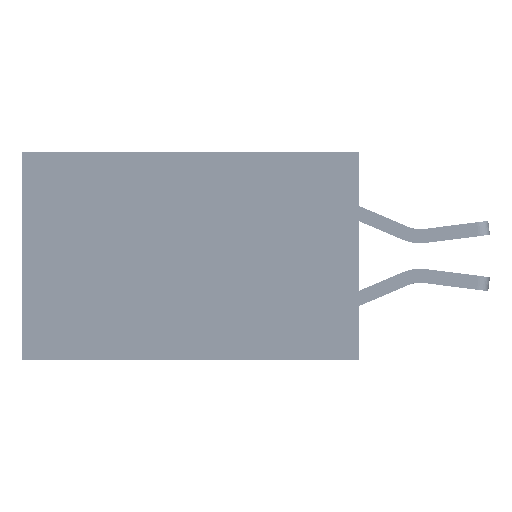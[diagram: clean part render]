
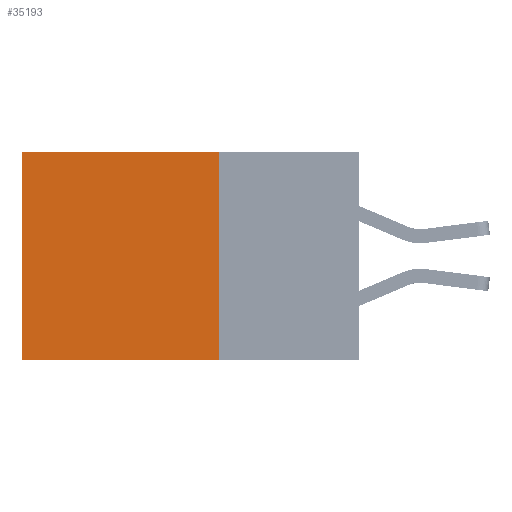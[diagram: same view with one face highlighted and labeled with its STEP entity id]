
A CAD part, left-side view. The second image highlights one B-rep face of the part: STEP entity #35193.
In plain terms, the highlighted planar face has unit normal (-1, 0, 0).
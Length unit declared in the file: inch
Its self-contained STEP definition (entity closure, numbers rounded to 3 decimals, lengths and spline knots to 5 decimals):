
#131 = VERTEX_POINT ( 'NONE', #32938 ) ;
#4478 = CARTESIAN_POINT ( 'NONE',  ( 0.2875, 0.25, 0. ) ) ;
#4812 = VECTOR ( 'NONE', #34842, 39.37008 ) ;
#5387 = VECTOR ( 'NONE', #30229, 39.37008 ) ;
#5488 = CARTESIAN_POINT ( 'NONE',  ( 0.2875, 0.25, 0. ) ) ;
#6891 = LINE ( 'NONE', #4478, #4812 ) ;
#6964 = CARTESIAN_POINT ( 'NONE',  ( 0.2875, 0.6, 0. ) ) ;
#7846 = ORIENTED_EDGE ( 'NONE', *, *, #41789, .F. ) ;
#8005 = ORIENTED_EDGE ( 'NONE', *, *, #28266, .F. ) ;
#8714 = PLANE ( 'NONE',  #24791 ) ;
#8780 = VECTOR ( 'NONE', #20323, 39.37008 ) ;
#9100 = EDGE_CURVE ( 'NONE', #20940, #25946, #17913, .T. ) ;
#10199 = VERTEX_POINT ( 'NONE', #22388 ) ;
#11454 = ORIENTED_EDGE ( 'NONE', *, *, #21794, .T. ) ;
#11474 = DIRECTION ( 'NONE',  ( 1., 0., 0. ) ) ;
#13657 = CARTESIAN_POINT ( 'NONE',  ( 0.2875, 0.25, 0. ) ) ;
#15250 = LINE ( 'NONE', #39715, #5387 ) ;
#17913 = LINE ( 'NONE', #6964, #29863 ) ;
#18455 = EDGE_LOOP ( 'NONE', ( #34652, #8005, #7846, #11454 ) ) ;
#20323 = DIRECTION ( 'NONE',  ( 0., 1., 0. ) ) ;
#20940 = VERTEX_POINT ( 'NONE', #28224 ) ;
#21794 = EDGE_CURVE ( 'NONE', #10199, #20940, #24305, .T. ) ;
#22388 = CARTESIAN_POINT ( 'NONE',  ( 0.2875, 0.25, 0. ) ) ;
#23785 = DIRECTION ( 'NONE',  ( 0., 0., -1. ) ) ;
#24305 = LINE ( 'NONE', #13657, #8780 ) ;
#24791 = AXIS2_PLACEMENT_3D ( 'NONE', #5488, #11474, #31922 ) ;
#25946 = VERTEX_POINT ( 'NONE', #38287 ) ;
#28224 = CARTESIAN_POINT ( 'NONE',  ( 0.2875, 0.6, 0. ) ) ;
#28266 = EDGE_CURVE ( 'NONE', #131, #25946, #15250, .T. ) ;
#29691 = FACE_OUTER_BOUND ( 'NONE', #18455, .T. ) ;
#29863 = VECTOR ( 'NONE', #23785, 39.37008 ) ;
#30229 = DIRECTION ( 'NONE',  ( 0., 1., 0. ) ) ;
#31922 = DIRECTION ( 'NONE',  ( 0., 0., -1. ) ) ;
#32938 = CARTESIAN_POINT ( 'NONE',  ( 0.2875, 0.25, -0.37 ) ) ;
#34652 = ORIENTED_EDGE ( 'NONE', *, *, #9100, .T. ) ;
#34842 = DIRECTION ( 'NONE',  ( 0., 0., -1. ) ) ;
#35193 = ADVANCED_FACE ( 'NONE', ( #29691 ), #8714, .F. ) ;
#38287 = CARTESIAN_POINT ( 'NONE',  ( 0.2875, 0.6, -0.37 ) ) ;
#39715 = CARTESIAN_POINT ( 'NONE',  ( 0.2875, 0.25, -0.37 ) ) ;
#41789 = EDGE_CURVE ( 'NONE', #10199, #131, #6891, .T. ) ;
